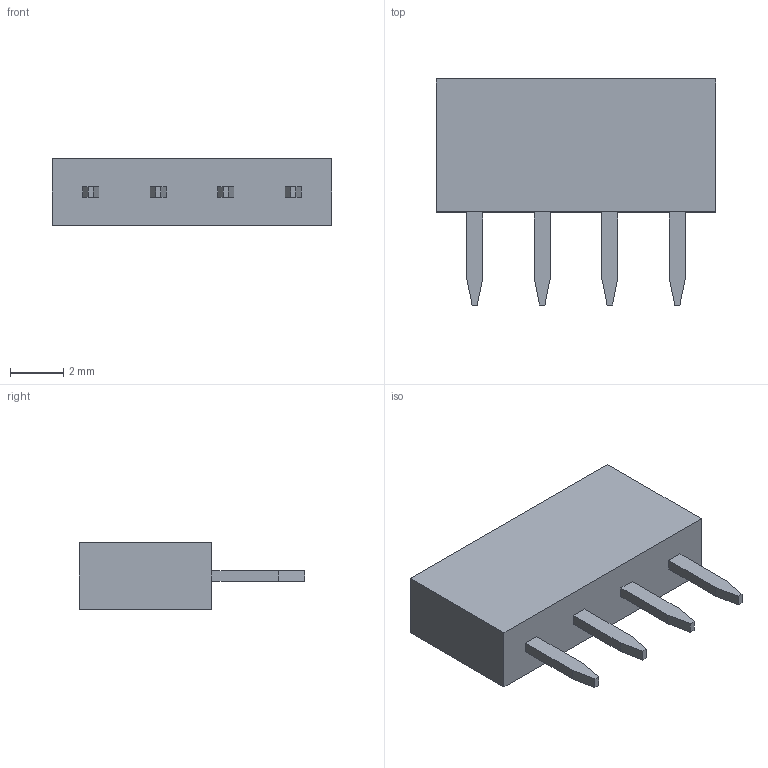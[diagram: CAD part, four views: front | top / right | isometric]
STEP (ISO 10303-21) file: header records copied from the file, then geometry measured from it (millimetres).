
FILE_DESCRIPTION (( 'STEP AP203' ), '1' );
FILE_NAME ('DS1023-4.STEP', '2022-06-26T10:45:26', ( '' ), ( '' ), 'SwSTEP 2.0', 'SolidWorks 2020', '' );
FILE_SCHEMA (( 'CONFIG_CONTROL_DESIGN' ));
Length unit declared in the file: millimetre
Products named in the file (1): DS1023-4
Bounding box: 10.5 x 8.5 x 2.5 mm (x, y, z)
Volume: 125.4 mm3; surface area: 245.9 mm2
Topology: 1 solids, 1 shells, 70 faces, 164 edges, 104 vertices
Faces by surface type: plane 70
Entity records: 2017 total; most frequent: CARTESIAN_POINT 339, ORIENTED_EDGE 328, DIRECTION 306, EDGE_CURVE 164, LINE 164, VECTOR 164, VERTEX_POINT 104, EDGE_LOOP 78
